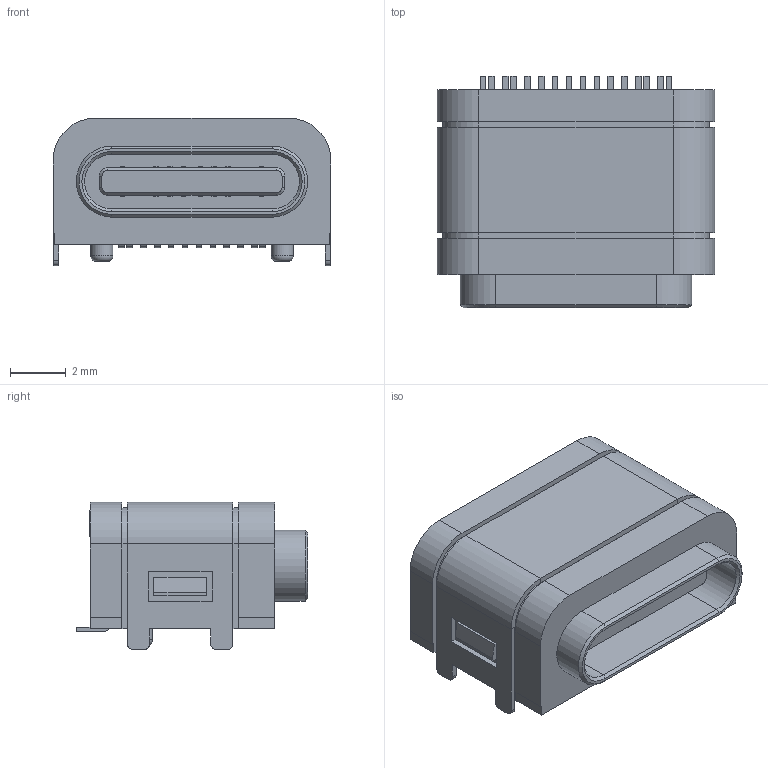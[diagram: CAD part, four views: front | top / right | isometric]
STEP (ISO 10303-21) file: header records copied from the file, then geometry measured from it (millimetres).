
FILE_DESCRIPTION (( 'STEP AP214' ), '1' );
FILE_NAME ('USB-C-SMD_HYCW412-USBC16-065B.STEP', '2025-03-13T01:33:33', ( '个人用户' ), ( '微软中国' ), 'SwSTEP 2.0', 'SolidWorks 2020', '' );
FILE_SCHEMA (( 'AUTOMOTIVE_DESIGN' ));
Length unit declared in the file: millimetre
Products named in the file (1): USB-C-SMD_HYCW412-USBC16-065B
Bounding box: 10 x 8.35 x 5.31 mm (x, y, z)
Volume: 275 mm3; surface area: 481.9 mm2
Topology: 1 solids, 1 shells, 519 faces, 1427 edges, 938 vertices
Faces by surface type: plane 363, bspline 98, cylinder 46, cone 8, torus 4
Entity records: 22544 total; most frequent: CARTESIAN_POINT 4191, ORIENTED_EDGE 2854, DIRECTION 2179, EDGE_CURVE 1427, LINE 1119, VECTOR 1119, VERTEX_POINT 938, EDGE_LOOP 547
